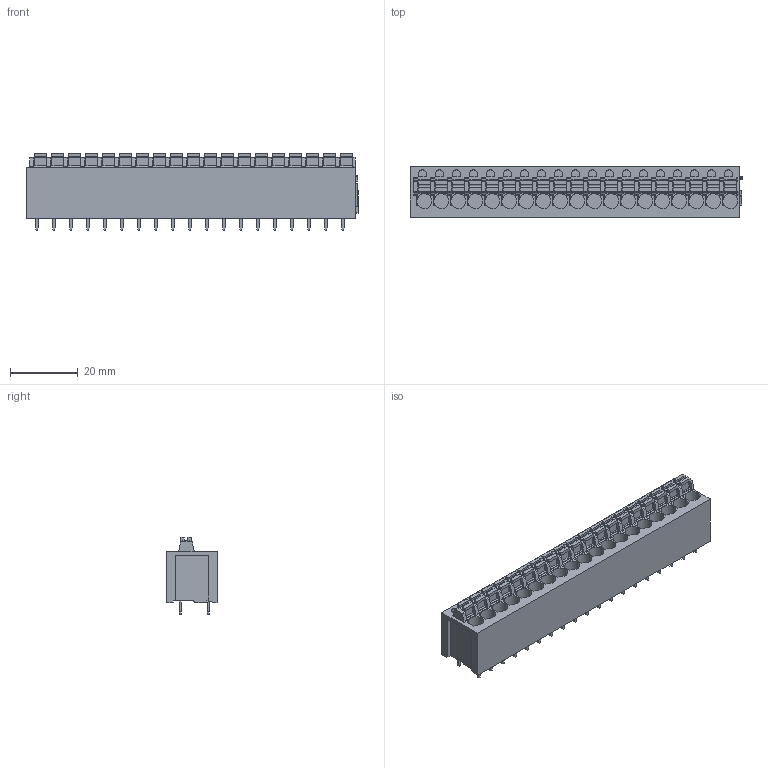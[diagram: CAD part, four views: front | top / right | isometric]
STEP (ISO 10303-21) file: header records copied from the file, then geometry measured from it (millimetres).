
FILE_DESCRIPTION(('CATIA V5 STEP Exchange','CAx-IF Rec.Pracs.--- Model Styling and Organization---1.2---2011-12-15'),'2;1');
FILE_NAME ('D1451074_0_1330370000_1330370000.stp','2018-09-07T10:22:37+00:00',('none'),('Weidmueller'),'CATIA Version 5-6 Release 2014','CATIA V5 STEP AP214','none');
FILE_SCHEMA(('AUTOMOTIVE_DESIGN { 1 0 10303 214 1 1 1 1 }'));
Length unit declared in the file: millimetre
Products named in the file (1): 1330370000
Bounding box: 97.65 x 14.8 x 22.7 mm (x, y, z)
Volume: 20210.5 mm3; surface area: 11845.9 mm2
Topology: 58 solids, 58 shells, 1276 faces, 3357 edges, 2238 vertices
Faces by surface type: plane 991, cylinder 285
Entity records: 34950 total; most frequent: ORIENTED_EDGE 6714, CARTESIAN_POINT 6356, DIRECTION 4402, EDGE_CURVE 3357, VECTOR 2730, LINE 2730, VERTEX_POINT 2238, EDGE_LOOP 1317
